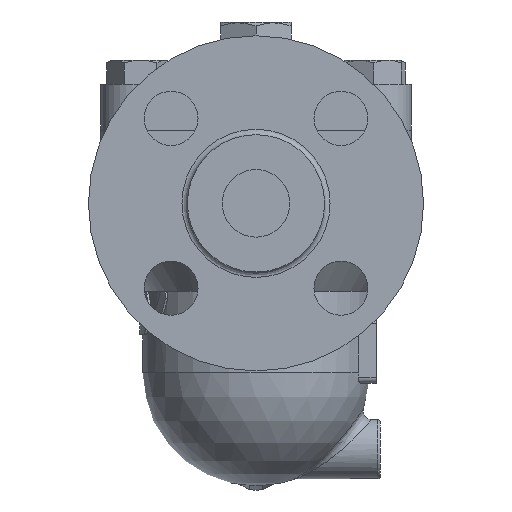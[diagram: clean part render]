
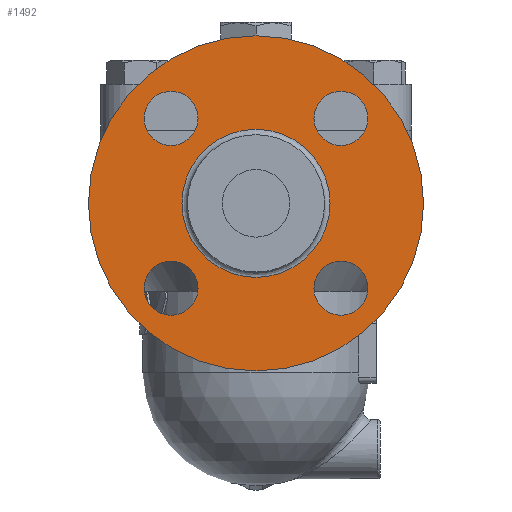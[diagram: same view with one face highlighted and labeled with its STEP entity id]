
A CAD part, left-side view. The second image highlights one B-rep face of the part: STEP entity #1492.
In plain terms, the highlighted planar face has unit normal (-1, 0, 0).
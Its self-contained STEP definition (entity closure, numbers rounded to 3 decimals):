
#1406=CARTESIAN_POINT('',(-138.1,0.0,0.4));
#1407=VERTEX_POINT('',#1406);
#1408=CARTESIAN_POINT('',(-138.1,0.0,-27.));
#1409=DIRECTION('',(-1.0,0.0,0.0));
#1410=DIRECTION('',(0.0,0.0,-1.0));
#1411=AXIS2_PLACEMENT_3D('',#1408,#1409,#1410);
#1412=CIRCLE('',#1411,27.4);
#1413=EDGE_CURVE('',#1407,#1407,#1412,.T.);
#1429=CARTESIAN_POINT('',(-138.1,0.0,16.7));
#1430=DIRECTION('',(-1.0,0.0,0.0));
#1431=DIRECTION('',(0.0,0.0,1.0));
#1432=AXIS2_PLACEMENT_3D('',#1429,#1430,#1431);
#1433=PLANE('',#1432);
#1434=CARTESIAN_POINT('',(-138.1,0.0,35.));
#1435=VERTEX_POINT('',#1434);
#1436=CARTESIAN_POINT('',(-138.1,0.0,-27.));
#1437=DIRECTION('',(-1.0,0.0,0.0));
#1438=DIRECTION('',(0.0,0.0,1.0));
#1439=AXIS2_PLACEMENT_3D('',#1436,#1437,#1438);
#1440=CIRCLE('',#1439,62.0);
#1441=EDGE_CURVE('',#1435,#1435,#1440,.T.);
#1442=ORIENTED_EDGE('',*,*,#1441,.T.);
#1443=EDGE_LOOP('',(#1442));
#1444=FACE_OUTER_BOUND('',#1443,.T.);
#1445=CARTESIAN_POINT('',(-138.1,-31.431,14.431));
#1446=VERTEX_POINT('',#1445);
#1447=CARTESIAN_POINT('',(-138.1,-31.431,4.431));
#1448=DIRECTION('',(1.0,0.0,0.0));
#1449=DIRECTION('',(0.0,0.0,1.0));
#1450=AXIS2_PLACEMENT_3D('',#1447,#1448,#1449);
#1451=CIRCLE('',#1450,10.0);
#1452=EDGE_CURVE('',#1446,#1446,#1451,.T.);
#1453=ORIENTED_EDGE('',*,*,#1452,.T.);
#1454=EDGE_LOOP('',(#1453));
#1455=FACE_BOUND('',#1454,.T.);
#1456=CARTESIAN_POINT('',(-138.1,41.431,4.431));
#1457=VERTEX_POINT('',#1456);
#1458=CARTESIAN_POINT('',(-138.1,31.431,4.431));
#1459=DIRECTION('',(1.0,0.0,0.0));
#1460=DIRECTION('',(0.0,1.0,0.0));
#1461=AXIS2_PLACEMENT_3D('',#1458,#1459,#1460);
#1462=CIRCLE('',#1461,10.0);
#1463=EDGE_CURVE('',#1457,#1457,#1462,.T.);
#1464=ORIENTED_EDGE('',*,*,#1463,.T.);
#1465=EDGE_LOOP('',(#1464));
#1466=FACE_BOUND('',#1465,.T.);
#1467=CARTESIAN_POINT('',(-138.1,31.431,-68.431));
#1468=VERTEX_POINT('',#1467);
#1469=CARTESIAN_POINT('',(-138.1,31.431,-58.431));
#1470=DIRECTION('',(1.0,0.0,0.0));
#1471=DIRECTION('',(0.0,0.0,-1.0));
#1472=AXIS2_PLACEMENT_3D('',#1469,#1470,#1471);
#1473=CIRCLE('',#1472,10.0);
#1474=EDGE_CURVE('',#1468,#1468,#1473,.T.);
#1475=ORIENTED_EDGE('',*,*,#1474,.T.);
#1476=EDGE_LOOP('',(#1475));
#1477=FACE_BOUND('',#1476,.T.);
#1478=CARTESIAN_POINT('',(-138.1,-41.431,-58.431));
#1479=VERTEX_POINT('',#1478);
#1480=CARTESIAN_POINT('',(-138.1,-31.431,-58.431));
#1481=DIRECTION('',(1.0,0.0,0.0));
#1482=DIRECTION('',(0.0,-1.0,0.0));
#1483=AXIS2_PLACEMENT_3D('',#1480,#1481,#1482);
#1484=CIRCLE('',#1483,10.0);
#1485=EDGE_CURVE('',#1479,#1479,#1484,.T.);
#1486=ORIENTED_EDGE('',*,*,#1485,.T.);
#1487=EDGE_LOOP('',(#1486));
#1488=FACE_BOUND('',#1487,.T.);
#1489=ORIENTED_EDGE('',*,*,#1413,.F.);
#1490=EDGE_LOOP('',(#1489));
#1491=FACE_BOUND('',#1490,.T.);
#1492=ADVANCED_FACE('',(#1444,#1455,#1466,#1477,#1488,#1491),#1433,.T.);
